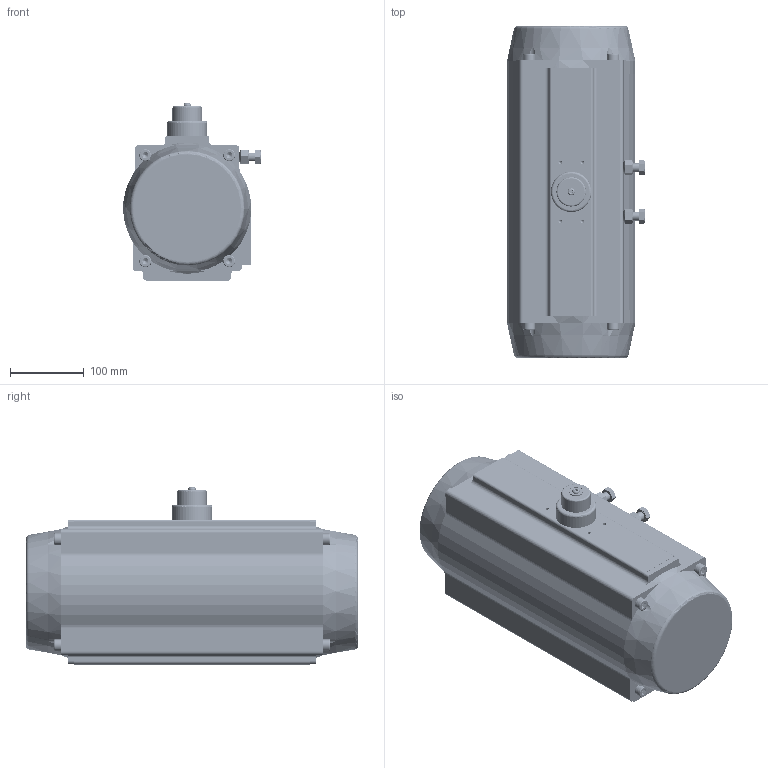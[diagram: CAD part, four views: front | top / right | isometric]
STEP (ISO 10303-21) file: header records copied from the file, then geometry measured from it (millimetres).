
FILE_DESCRIPTION(/* description */ (''),/* implementation_level */ '2;1');
FILE_NAME(/* name */ 'C-160SR12（27x27).step',/* time_stamp */ '2025-12-25T15:45:59+08:00',/* author */ (''),/* organization */ (''),/* preprocessor_version */ 'ST-DEVELOPER v16',/* originating_system */ 'SIEMENS PLM Software NX 10.0',/* authorisation */ '');
FILE_SCHEMA (('AUTOMOTIVE_DESIGN { 1 0 10303 214 3 1 1 1 }'));
Products named in the file (28): Guide Piston-C-160; Bearing-piston; O-ring piston; Spring-01; Spring-02; Spring-03; Adjust screw; 指示器螺钉; 指示器垫片; 指示器92-105; Indicator-125; O-ring adjust screw; Nut adjust screw; End-cap screw; Outside washer; O-ring-pinion top; O-ring-pinion bottom; Thrust washer; Bearing-pinion bottom; Bearing-pinion top; C-160-08; Circlip; C-160-04（27x27八角）; C-160-02; C-160-01; C-160-03_MODEL; Spring-160_MODEL; C-160DA.
Assembly tree (51 placements, depth 3):
  C-160DA.
    Spring-160_MODEL  x12
      Spring-03
      Spring-02
      Spring-01
    C-160-01
    C-160-02  x2
    C-160-04（27x27八角）
    Circlip
    C-160-08
    Bearing-pinion top
    Bearing-pinion bottom
    Thrust washer
    O-ring-pinion bottom
    O-ring-pinion top
    Outside washer
    End-cap screw  x8
    Nut adjust screw  x2
    O-ring adjust screw  x2
    Indicator-125
    指示器92-105
    指示器垫片
    指示器螺钉
    Adjust screw  x2
    C-160-03_MODEL  x2
      O-ring piston
      Bearing-piston
      Guide Piston-C-160
Bounding box: 186.87 x 450.6 x 240.9 mm (x, y, z)
Volume: 7013338.4 mm3; surface area: 1697490.8 mm2
Topology: 108 solids, 108 shells, 2297 faces, 5658 edges, 3721 vertices
Faces by surface type: plane 980, cylinder 886, torus 168, cone 168, extrusion 60, bspline 35
Full cylindrical faces by diameter (mm): 2.5 x2, 4.2 x8, 5 x1, 6 x3, 6.5 x1, 8 x3, 8.374 x8, 8.376 x8, 8.5 x14, 9 x2, 10 x29, 10.106 x2, 10.3 x8, 10.374 x2, 10.376 x2, 11 x8, 12 x6, 12.001 x2, 16 x44, 17 x8, 17.8 x1, 20 x24, 22.8 x1, 23 x24, 30 x24, 34.2 x1, 36.4 x2, 36.5 x1, 40 x9, 41 x24
Entity records: 52388 total; most frequent: CARTESIAN_POINT 20540, DIRECTION 6395, ORIENTED_EDGE 6172, EDGE_CURVE 3086, AXIS2_PLACEMENT_3D 2401, VERTEX_POINT 2172, EDGE_LOOP 1643, VECTOR 1593
